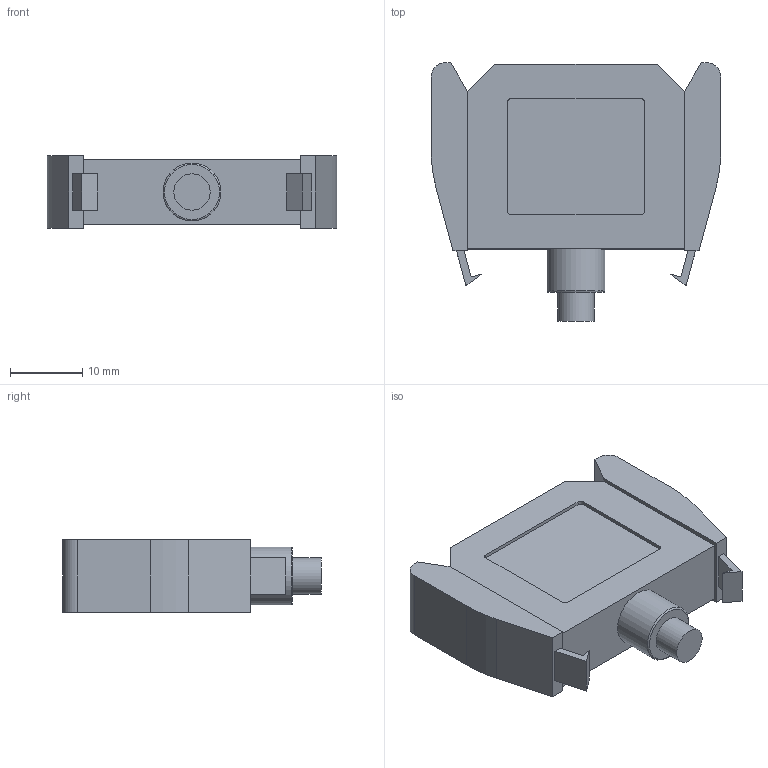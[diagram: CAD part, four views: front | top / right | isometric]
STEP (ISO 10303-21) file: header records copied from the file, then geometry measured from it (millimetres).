
FILE_DESCRIPTION(/* description */ ('STEP AP242','CAx-IF Rec.Pracs.---Representation and Presentation of Product Manufacturing Information (PMI)---4.0---2014-10-13','CAx-IF Rec.Pracs.---3D Tessellated Geometry---0.4---2014-09-14','2;1'),/* implementation_level */ '2;1');
FILE_NAME(/* name */ 'ECX 3055N-24L',/* time_stamp */ '2025-09-19T16:00:48+02:00',/* author */ ('License CC BY-ND 4.0'),/* organization */ ('CADENAS'),/* preprocessor_version */ 'ST-DEVELOPER v19.3',/* originating_system */ 'PARTsolutions',/* authorisation */ ' ');
FILE_SCHEMA (('AP242_MANAGED_MODEL_BASED_3D_ENGINEERING_MIM_LF { 1 0 10303 442 1 1 4 }'));
Length unit declared in the file: millimetre
Products named in the file (1): ECX 3055N-24L
Bounding box: 40 x 35.75 x 10 mm (x, y, z)
Volume: 9026.3 mm3; surface area: 3679.5 mm2
Topology: 1 solids, 1 shells, 81 faces, 191 edges, 122 vertices
Faces by surface type: plane 50, cylinder 22, cone 8, torus 1
Full cylindrical faces by diameter (mm): 2 x4, 3 x4, 5 x1, 8 x1
Entity records: 2786 total; most frequent: DIRECTION 384, CARTESIAN_POINT 374, ORIENTED_EDGE 342, EDGE_CURVE 171, AXIS2_PLACEMENT_3D 131, LINE 122, VECTOR 122, VERTEX_POINT 121
